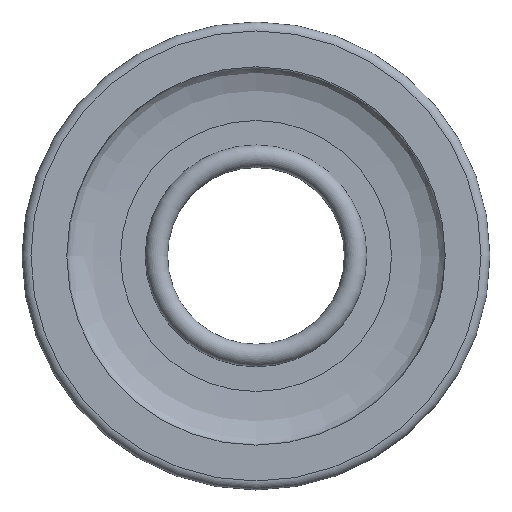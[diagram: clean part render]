
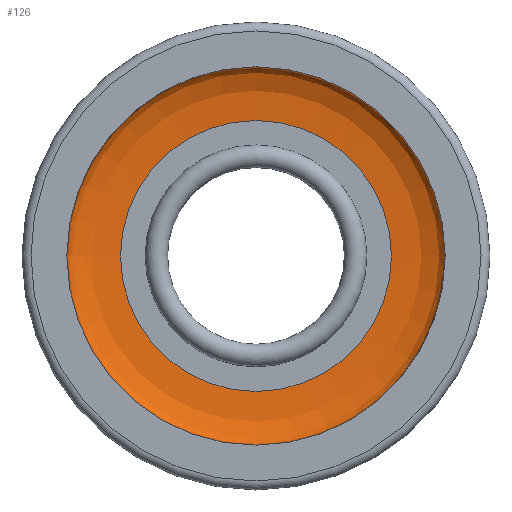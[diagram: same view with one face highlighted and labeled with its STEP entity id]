
A CAD part, top view. The second image highlights one B-rep face of the part: STEP entity #126.
In plain terms, the highlighted free-form (B-spline) face has degree [3, 3] with [4, 19] control points.
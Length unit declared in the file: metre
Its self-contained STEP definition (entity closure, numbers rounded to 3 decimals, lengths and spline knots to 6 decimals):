
#16=B_SPLINE_SURFACE_WITH_KNOTS('',3,3,((#230,#231,#232,#233,#234,#235,
#236,#237,#238,#239,#240,#241,#242,#243,#244,#245,#246,#247,#248),(#249,
#250,#251,#252,#253,#254,#255,#256,#257,#258,#259,#260,#261,#262,#263,#264,
#265,#266,#267),(#268,#269,#270,#271,#272,#273,#274,#275,#276,#277,#278,
#279,#280,#281,#282,#283,#284,#285,#286),(#287,#288,#289,#290,#291,#292,
#293,#294,#295,#296,#297,#298,#299,#300,#301,#302,#303,#304,#305)),
 .UNSPECIFIED.,.F.,.T.,.F.,(4,4),(1,1,1,1,1,1,1,1,1,1,1,1,1,1,1,1,1,1,1,
1,1,1,1),(0.,1.),(-1.178097,-0.785398,-0.392699,
0.,0.392699,0.785398,1.178097,1.570796,
1.963495,2.356194,2.748894,3.141593,3.534292,
3.926991,4.31969,4.712389,5.105088,5.497787,
5.890486,6.283185,6.675884,7.068583,7.461283),
 .UNSPECIFIED.);
#28=ORIENTED_EDGE('',*,*,#49,.F.);
#29=ORIENTED_EDGE('',*,*,#48,.T.);
#48=EDGE_CURVE('',#59,#59,#70,.T.);
#49=EDGE_CURVE('',#60,#60,#71,.T.);
#59=VERTEX_POINT('',#229);
#60=VERTEX_POINT('',#307);
#70=CIRCLE('',#156,0.03025);
#71=CIRCLE('',#157,0.04225);
#83=EDGE_LOOP('',(#28));
#84=EDGE_LOOP('',(#29));
#105=FACE_BOUND('',#83,.T.);
#106=FACE_BOUND('',#84,.T.);
#126=ADVANCED_FACE('',(#105,#106),#16,.F.);
#156=AXIS2_PLACEMENT_3D('',#228,#189,#190);
#157=AXIS2_PLACEMENT_3D('',#306,#191,#192);
#189=DIRECTION('',(0.,0.,-1.));
#190=DIRECTION('',(-1.,0.,0.));
#191=DIRECTION('',(0.,0.,-1.));
#192=DIRECTION('',(-1.,0.,0.));
#228=CARTESIAN_POINT('',(0.,0.,0.));
#229=CARTESIAN_POINT('',(-0.03025,0.,0.));
#230=CARTESIAN_POINT('',(-0.028675,-0.011878,0.));
#231=CARTESIAN_POINT('',(-0.031038,0.,0.));
#232=CARTESIAN_POINT('',(-0.028675,0.011878,0.));
#233=CARTESIAN_POINT('',(-0.021947,0.021947,0.));
#234=CARTESIAN_POINT('',(-0.011878,0.028675,0.));
#235=CARTESIAN_POINT('',(0.,0.031038,0.));
#236=CARTESIAN_POINT('',(0.011878,0.028675,0.));
#237=CARTESIAN_POINT('',(0.021947,0.021947,0.));
#238=CARTESIAN_POINT('',(0.028675,0.011878,0.));
#239=CARTESIAN_POINT('',(0.031038,0.,0.));
#240=CARTESIAN_POINT('',(0.028675,-0.011878,0.));
#241=CARTESIAN_POINT('',(0.021947,-0.021947,0.));
#242=CARTESIAN_POINT('',(0.011878,-0.028675,0.));
#243=CARTESIAN_POINT('',(0.,-0.031038,0.));
#244=CARTESIAN_POINT('',(-0.011878,-0.028675,0.));
#245=CARTESIAN_POINT('',(-0.021947,-0.021947,0.));
#246=CARTESIAN_POINT('',(-0.028675,-0.011878,0.));
#247=CARTESIAN_POINT('',(-0.031038,0.,0.));
#248=CARTESIAN_POINT('',(-0.028675,0.011878,0.));
#249=CARTESIAN_POINT('',(-0.036258,-0.015019,0.));
#250=CARTESIAN_POINT('',(-0.039246,0.,0.));
#251=CARTESIAN_POINT('',(-0.036258,0.015019,0.));
#252=CARTESIAN_POINT('',(-0.027751,0.027751,0.));
#253=CARTESIAN_POINT('',(-0.015019,0.036258,0.));
#254=CARTESIAN_POINT('',(0.,0.039246,0.));
#255=CARTESIAN_POINT('',(0.015019,0.036258,0.));
#256=CARTESIAN_POINT('',(0.027751,0.027751,0.));
#257=CARTESIAN_POINT('',(0.036258,0.015019,0.));
#258=CARTESIAN_POINT('',(0.039246,0.,0.));
#259=CARTESIAN_POINT('',(0.036258,-0.015019,0.));
#260=CARTESIAN_POINT('',(0.027751,-0.027751,0.));
#261=CARTESIAN_POINT('',(0.015019,-0.036258,0.));
#262=CARTESIAN_POINT('',(0.,-0.039246,0.));
#263=CARTESIAN_POINT('',(-0.015019,-0.036258,0.));
#264=CARTESIAN_POINT('',(-0.027751,-0.027751,0.));
#265=CARTESIAN_POINT('',(-0.036258,-0.015019,0.));
#266=CARTESIAN_POINT('',(-0.039246,0.,0.));
#267=CARTESIAN_POINT('',(-0.036258,0.015019,0.));
#268=CARTESIAN_POINT('',(-0.04005,-0.016589,0.0015));
#269=CARTESIAN_POINT('',(-0.04335,0.,0.0015));
#270=CARTESIAN_POINT('',(-0.04005,0.016589,0.0015));
#271=CARTESIAN_POINT('',(-0.030653,0.030653,0.0015));
#272=CARTESIAN_POINT('',(-0.016589,0.04005,0.0015));
#273=CARTESIAN_POINT('',(0.,0.04335,0.0015));
#274=CARTESIAN_POINT('',(0.016589,0.04005,0.0015));
#275=CARTESIAN_POINT('',(0.030653,0.030653,0.0015));
#276=CARTESIAN_POINT('',(0.04005,0.016589,0.0015));
#277=CARTESIAN_POINT('',(0.04335,0.,0.0015));
#278=CARTESIAN_POINT('',(0.04005,-0.016589,0.0015));
#279=CARTESIAN_POINT('',(0.030653,-0.030653,0.0015));
#280=CARTESIAN_POINT('',(0.016589,-0.04005,0.0015));
#281=CARTESIAN_POINT('',(0.,-0.04335,0.0015));
#282=CARTESIAN_POINT('',(-0.016589,-0.04005,0.0015));
#283=CARTESIAN_POINT('',(-0.030653,-0.030653,0.0015));
#284=CARTESIAN_POINT('',(-0.04005,-0.016589,0.0015));
#285=CARTESIAN_POINT('',(-0.04335,0.,0.0015));
#286=CARTESIAN_POINT('',(-0.04005,0.016589,0.0015));
#287=CARTESIAN_POINT('',(-0.04005,-0.016589,0.0045));
#288=CARTESIAN_POINT('',(-0.04335,0.,0.0045));
#289=CARTESIAN_POINT('',(-0.04005,0.016589,0.0045));
#290=CARTESIAN_POINT('',(-0.030653,0.030653,0.0045));
#291=CARTESIAN_POINT('',(-0.016589,0.04005,0.0045));
#292=CARTESIAN_POINT('',(0.,0.04335,0.0045));
#293=CARTESIAN_POINT('',(0.016589,0.04005,0.0045));
#294=CARTESIAN_POINT('',(0.030653,0.030653,0.0045));
#295=CARTESIAN_POINT('',(0.04005,0.016589,0.0045));
#296=CARTESIAN_POINT('',(0.04335,0.,0.0045));
#297=CARTESIAN_POINT('',(0.04005,-0.016589,0.0045));
#298=CARTESIAN_POINT('',(0.030653,-0.030653,0.0045));
#299=CARTESIAN_POINT('',(0.016589,-0.04005,0.0045));
#300=CARTESIAN_POINT('',(0.,-0.04335,0.0045));
#301=CARTESIAN_POINT('',(-0.016589,-0.04005,0.0045));
#302=CARTESIAN_POINT('',(-0.030653,-0.030653,0.0045));
#303=CARTESIAN_POINT('',(-0.04005,-0.016589,0.0045));
#304=CARTESIAN_POINT('',(-0.04335,0.,0.0045));
#305=CARTESIAN_POINT('',(-0.04005,0.016589,0.0045));
#306=CARTESIAN_POINT('',(0.,0.,0.0045));
#307=CARTESIAN_POINT('',(-0.04225,0.,0.0045));
